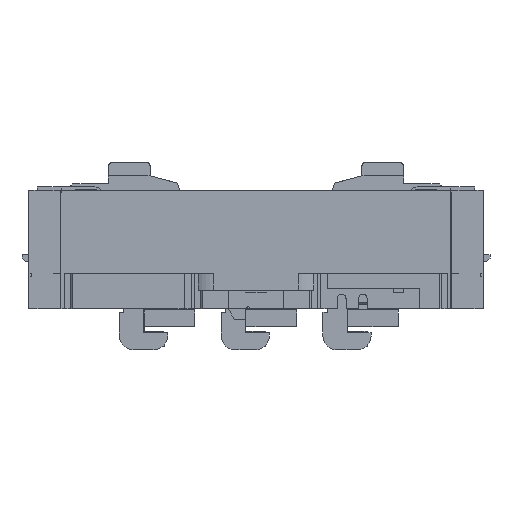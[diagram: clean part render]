
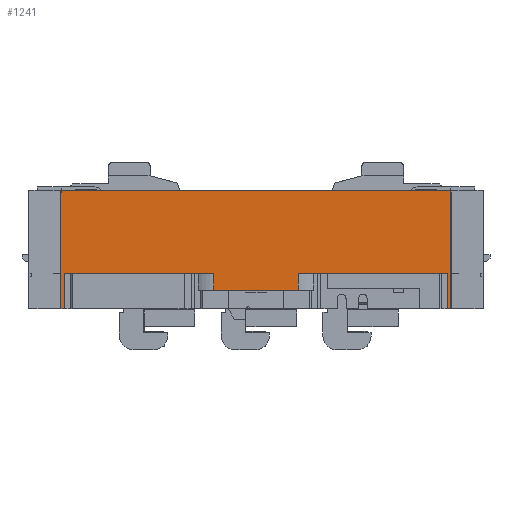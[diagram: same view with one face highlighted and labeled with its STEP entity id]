
A CAD part, front view. The second image highlights one B-rep face of the part: STEP entity #1241.
In plain terms, the highlighted planar face has unit normal (0, -1, 0).
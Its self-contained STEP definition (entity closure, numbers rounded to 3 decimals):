
#1150=AXIS2_PLACEMENT_3D('Plane Axis2P3D',#1147,#1148,#1149) ;
#1111=CARTESIAN_POINT('Vertex',(-113.,-92.,21.)) ;
#1114=CARTESIAN_POINT('Line Origine',(-113.,-92.,10.5)) ;
#1118=CARTESIAN_POINT('Vertex',(-113.,-92.,0.)) ;
#1147=CARTESIAN_POINT('Axis2P3D Location',(0.,-92.,0.)) ;
#1152=CARTESIAN_POINT('Line Origine',(0.,-92.,0.)) ;
#1156=CARTESIAN_POINT('Vertex',(-115.,-92.,0.)) ;
#1159=CARTESIAN_POINT('Line Origine',(0.,-92.,21.)) ;
#1163=CARTESIAN_POINT('Vertex',(-25.,-92.,21.)) ;
#1166=CARTESIAN_POINT('Line Origine',(-25.,-92.,35.)) ;
#1170=CARTESIAN_POINT('Vertex',(-25.,-92.,11.)) ;
#1173=CARTESIAN_POINT('Line Origine',(0.,-92.,11.)) ;
#1177=CARTESIAN_POINT('Vertex',(25.,-92.,11.)) ;
#1180=CARTESIAN_POINT('Line Origine',(25.,-92.,35.)) ;
#1184=CARTESIAN_POINT('Vertex',(25.,-92.,21.)) ;
#1187=CARTESIAN_POINT('Line Origine',(0.,-92.,21.)) ;
#1191=CARTESIAN_POINT('Vertex',(113.,-92.,21.)) ;
#1194=CARTESIAN_POINT('Line Origine',(113.,-92.,35.)) ;
#1198=CARTESIAN_POINT('Vertex',(113.,-92.,0.)) ;
#1201=CARTESIAN_POINT('Line Origine',(0.,-92.,0.)) ;
#1205=CARTESIAN_POINT('Vertex',(115.,-92.,0.)) ;
#1208=CARTESIAN_POINT('Line Origine',(115.,-92.,35.)) ;
#1212=CARTESIAN_POINT('Vertex',(115.,-92.,70.)) ;
#1215=CARTESIAN_POINT('Line Origine',(0.,-92.,70.)) ;
#1219=CARTESIAN_POINT('Vertex',(-115.,-92.,70.)) ;
#1222=CARTESIAN_POINT('Line Origine',(-115.,-92.,35.)) ;
#1115=DIRECTION('Vector Direction',(0.,0.,1.)) ;
#1148=DIRECTION('Axis2P3D Direction',(0.,1.,0.)) ;
#1149=DIRECTION('Axis2P3D XDirection',(0.,0.,1.)) ;
#1153=DIRECTION('Vector Direction',(1.,0.,0.)) ;
#1160=DIRECTION('Vector Direction',(1.,0.,0.)) ;
#1167=DIRECTION('Vector Direction',(0.,0.,1.)) ;
#1174=DIRECTION('Vector Direction',(1.,0.,0.)) ;
#1181=DIRECTION('Vector Direction',(0.,0.,1.)) ;
#1188=DIRECTION('Vector Direction',(1.,0.,0.)) ;
#1195=DIRECTION('Vector Direction',(0.,0.,1.)) ;
#1202=DIRECTION('Vector Direction',(1.,0.,0.)) ;
#1209=DIRECTION('Vector Direction',(0.,0.,1.)) ;
#1216=DIRECTION('Vector Direction',(1.,0.,0.)) ;
#1223=DIRECTION('Vector Direction',(0.,0.,1.)) ;
#1116=VECTOR('Line Direction',#1115,1.) ;
#1154=VECTOR('Line Direction',#1153,1.) ;
#1161=VECTOR('Line Direction',#1160,1.) ;
#1168=VECTOR('Line Direction',#1167,1.) ;
#1175=VECTOR('Line Direction',#1174,1.) ;
#1182=VECTOR('Line Direction',#1181,1.) ;
#1189=VECTOR('Line Direction',#1188,1.) ;
#1196=VECTOR('Line Direction',#1195,1.) ;
#1203=VECTOR('Line Direction',#1202,1.) ;
#1210=VECTOR('Line Direction',#1209,1.) ;
#1217=VECTOR('Line Direction',#1216,1.) ;
#1224=VECTOR('Line Direction',#1223,1.) ;
#1228=ORIENTED_EDGE('',*,*,#1158,.F.) ;
#1229=ORIENTED_EDGE('',*,*,#1120,.T.) ;
#1230=ORIENTED_EDGE('',*,*,#1165,.T.) ;
#1231=ORIENTED_EDGE('',*,*,#1172,.T.) ;
#1232=ORIENTED_EDGE('',*,*,#1179,.T.) ;
#1233=ORIENTED_EDGE('',*,*,#1186,.T.) ;
#1234=ORIENTED_EDGE('',*,*,#1193,.T.) ;
#1235=ORIENTED_EDGE('',*,*,#1200,.T.) ;
#1236=ORIENTED_EDGE('',*,*,#1207,.T.) ;
#1237=ORIENTED_EDGE('',*,*,#1214,.T.) ;
#1238=ORIENTED_EDGE('',*,*,#1221,.T.) ;
#1239=ORIENTED_EDGE('',*,*,#1226,.T.) ;
#1241=ADVANCED_FACE('Hauptkoerper nicht benutzen',(#1240),#1151,.F.) ;
#1120=EDGE_CURVE('',#1119,#1112,#1117,.T.) ;
#1158=EDGE_CURVE('',#1119,#1157,#1155,.F.) ;
#1165=EDGE_CURVE('',#1112,#1164,#1162,.T.) ;
#1172=EDGE_CURVE('',#1164,#1171,#1169,.F.) ;
#1179=EDGE_CURVE('',#1171,#1178,#1176,.T.) ;
#1186=EDGE_CURVE('',#1178,#1185,#1183,.T.) ;
#1193=EDGE_CURVE('',#1185,#1192,#1190,.T.) ;
#1200=EDGE_CURVE('',#1192,#1199,#1197,.F.) ;
#1207=EDGE_CURVE('',#1199,#1206,#1204,.T.) ;
#1214=EDGE_CURVE('',#1206,#1213,#1211,.T.) ;
#1221=EDGE_CURVE('',#1213,#1220,#1218,.F.) ;
#1226=EDGE_CURVE('',#1220,#1157,#1225,.F.) ;
#1227=EDGE_LOOP('',(#1228,#1229,#1230,#1231,#1232,#1233,#1234,#1235,#1236,#1237,#1238,#1239)) ;
#1240=FACE_OUTER_BOUND('',#1227,.T.) ;
#1117=LINE('Line',#1114,#1116) ;
#1155=LINE('Line',#1152,#1154) ;
#1162=LINE('Line',#1159,#1161) ;
#1169=LINE('Line',#1166,#1168) ;
#1176=LINE('Line',#1173,#1175) ;
#1183=LINE('Line',#1180,#1182) ;
#1190=LINE('Line',#1187,#1189) ;
#1197=LINE('Line',#1194,#1196) ;
#1204=LINE('Line',#1201,#1203) ;
#1211=LINE('Line',#1208,#1210) ;
#1218=LINE('Line',#1215,#1217) ;
#1225=LINE('Line',#1222,#1224) ;
#1151=PLANE('Plane',#1150) ;
#1112=VERTEX_POINT('',#1111) ;
#1119=VERTEX_POINT('',#1118) ;
#1157=VERTEX_POINT('',#1156) ;
#1164=VERTEX_POINT('',#1163) ;
#1171=VERTEX_POINT('',#1170) ;
#1178=VERTEX_POINT('',#1177) ;
#1185=VERTEX_POINT('',#1184) ;
#1192=VERTEX_POINT('',#1191) ;
#1199=VERTEX_POINT('',#1198) ;
#1206=VERTEX_POINT('',#1205) ;
#1213=VERTEX_POINT('',#1212) ;
#1220=VERTEX_POINT('',#1219) ;
